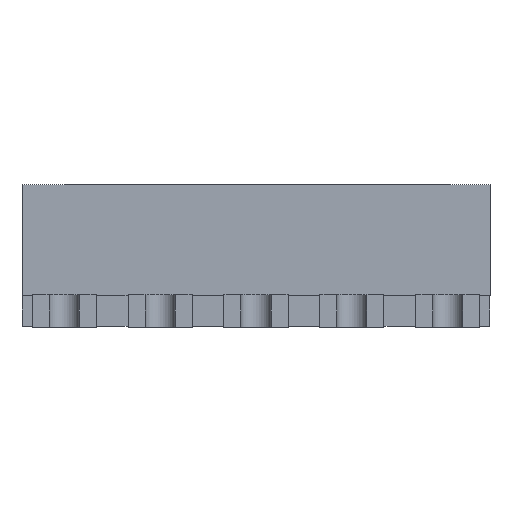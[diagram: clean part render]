
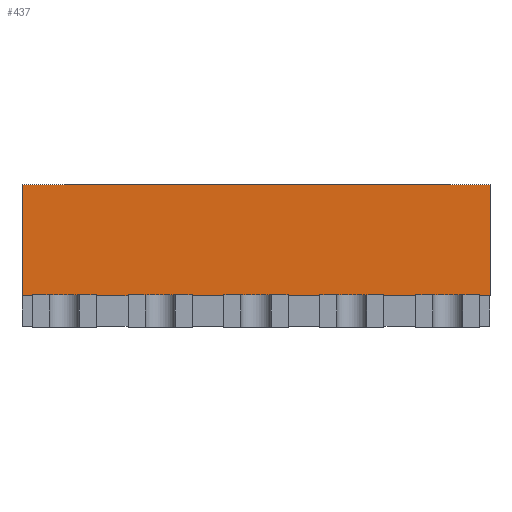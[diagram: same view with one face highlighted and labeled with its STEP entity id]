
A CAD part, front view. The second image highlights one B-rep face of the part: STEP entity #437.
In plain terms, the highlighted planar face has unit normal (0, -1, 0).
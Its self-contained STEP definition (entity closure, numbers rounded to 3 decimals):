
#108 = VERTEX_POINT ( 'NONE', #1451 ) ;
#126 = ORIENTED_EDGE ( 'NONE', *, *, #2694, .F. ) ;
#173 = LINE ( 'NONE', #2589, #1965 ) ;
#398 = DIRECTION ( 'NONE',  ( 0., 0., -1. ) ) ;
#437 = ADVANCED_FACE ( 'NONE', ( #4764 ), #2827, .F. ) ;
#562 = LINE ( 'NONE', #5649, #5382 ) ;
#1451 = CARTESIAN_POINT ( 'NONE',  ( 6.2, -8.5, 0.8 ) ) ;
#1634 = DIRECTION ( 'NONE',  ( 1., 0., 0. ) ) ;
#1886 = EDGE_CURVE ( 'NONE', #5411, #5182, #3012, .T. ) ;
#1965 = VECTOR ( 'NONE', #6102, 1000. ) ;
#1967 = VECTOR ( 'NONE', #398, 1000. ) ;
#2235 = DIRECTION ( 'NONE',  ( 0., 1., 0. ) ) ;
#2338 = CARTESIAN_POINT ( 'NONE',  ( 6.2, -8.5, 3.75 ) ) ;
#2589 = CARTESIAN_POINT ( 'NONE',  ( -6.2, -8.5, 3.75 ) ) ;
#2694 = EDGE_CURVE ( 'NONE', #5182, #108, #3051, .T. ) ;
#2827 = PLANE ( 'NONE',  #4591 ) ;
#3012 = LINE ( 'NONE', #4052, #6414 ) ;
#3051 = LINE ( 'NONE', #4053, #1967 ) ;
#3363 = DIRECTION ( 'NONE',  ( 0., 0., 1. ) ) ;
#3530 = EDGE_LOOP ( 'NONE', ( #4017, #126, #5856, #4436 ) ) ;
#3896 = CARTESIAN_POINT ( 'NONE',  ( 6.2, -8.5, 3.75 ) ) ;
#3915 = EDGE_CURVE ( 'NONE', #5411, #4134, #173, .T. ) ;
#4017 = ORIENTED_EDGE ( 'NONE', *, *, #4779, .T. ) ;
#4052 = CARTESIAN_POINT ( 'NONE',  ( 6.2, -8.5, 3.75 ) ) ;
#4053 = CARTESIAN_POINT ( 'NONE',  ( 6.2, -8.5, 3.75 ) ) ;
#4134 = VERTEX_POINT ( 'NONE', #4600 ) ;
#4436 = ORIENTED_EDGE ( 'NONE', *, *, #3915, .T. ) ;
#4591 = AXIS2_PLACEMENT_3D ( 'NONE', #2338, #2235, #3363 ) ;
#4600 = CARTESIAN_POINT ( 'NONE',  ( -6.2, -8.5, 0.8 ) ) ;
#4764 = FACE_OUTER_BOUND ( 'NONE', #3530, .T. ) ;
#4779 = EDGE_CURVE ( 'NONE', #4134, #108, #562, .T. ) ;
#5182 = VERTEX_POINT ( 'NONE', #3896 ) ;
#5382 = VECTOR ( 'NONE', #1634, 1000. ) ;
#5411 = VERTEX_POINT ( 'NONE', #6251 ) ;
#5649 = CARTESIAN_POINT ( 'NONE',  ( 6.2, -8.5, 0.8 ) ) ;
#5856 = ORIENTED_EDGE ( 'NONE', *, *, #1886, .F. ) ;
#6073 = DIRECTION ( 'NONE',  ( 1., 0., 0. ) ) ;
#6102 = DIRECTION ( 'NONE',  ( 0., 0., -1. ) ) ;
#6251 = CARTESIAN_POINT ( 'NONE',  ( -6.2, -8.5, 3.75 ) ) ;
#6414 = VECTOR ( 'NONE', #6073, 1000. ) ;
